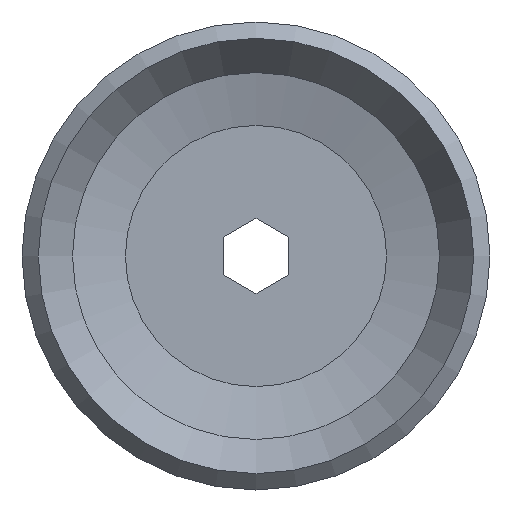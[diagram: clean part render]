
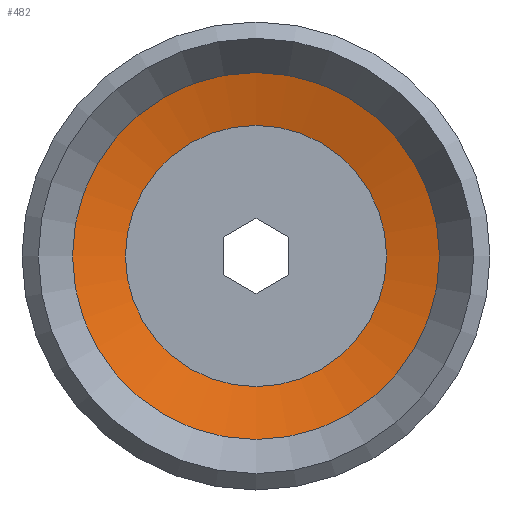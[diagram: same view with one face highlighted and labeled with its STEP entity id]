
A CAD part, front view. The second image highlights one B-rep face of the part: STEP entity #482.
In plain terms, the highlighted conical face has half-angle 75 degrees and reference radius 8.431 mm.
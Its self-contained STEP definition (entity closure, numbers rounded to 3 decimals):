
#31=CONICAL_SURFACE('',#524,8.431,1.309);
#101=ORIENTED_EDGE('',*,*,#156,.F.);
#102=ORIENTED_EDGE('',*,*,#155,.T.);
#155=EDGE_CURVE('',#189,#189,#211,.T.);
#156=EDGE_CURVE('',#190,#190,#212,.T.);
#189=VERTEX_POINT('',#687);
#190=VERTEX_POINT('',#690);
#211=CIRCLE('',#523,8.431);
#212=CIRCLE('',#525,6.);
#242=EDGE_LOOP('',(#101));
#243=EDGE_LOOP('',(#102));
#282=FACE_BOUND('',#242,.T.);
#283=FACE_BOUND('',#243,.T.);
#482=ADVANCED_FACE('',(#282,#283),#31,.F.);
#523=AXIS2_PLACEMENT_3D('',#686,#597,#598);
#524=AXIS2_PLACEMENT_3D('',#688,#599,#600);
#525=AXIS2_PLACEMENT_3D('',#689,#601,#602);
#597=DIRECTION('',(0.,-1.,0.));
#598=DIRECTION('',(1.,0.,0.));
#599=DIRECTION('',(0.,-1.,0.));
#600=DIRECTION('',(1.,0.,0.));
#601=DIRECTION('',(0.,-1.,0.));
#602=DIRECTION('',(1.,0.,0.));
#686=CARTESIAN_POINT('',(0.,2.166,0.));
#687=CARTESIAN_POINT('',(8.431,2.166,0.));
#688=CARTESIAN_POINT('',(0.,2.166,0.));
#689=CARTESIAN_POINT('',(0.,2.817,0.));
#690=CARTESIAN_POINT('',(6.,2.817,0.));
